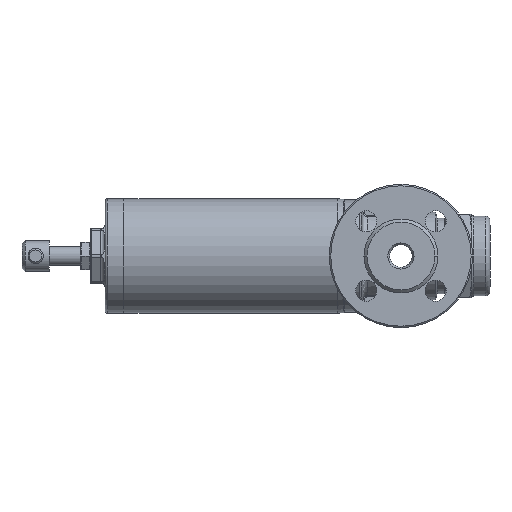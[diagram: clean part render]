
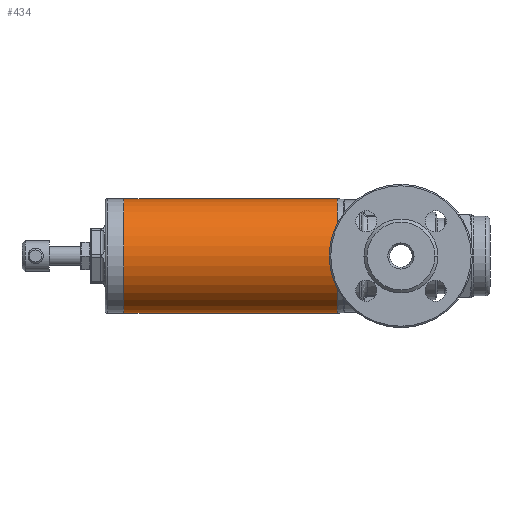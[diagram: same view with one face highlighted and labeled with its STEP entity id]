
A CAD part, left-side view. The second image highlights one B-rep face of the part: STEP entity #434.
In plain terms, the highlighted cylindrical face has radius 38 mm (diameter 76 mm), a partial arc.
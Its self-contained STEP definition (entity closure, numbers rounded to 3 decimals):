
#128 = AXIS2_PLACEMENT_3D ( 'NONE', #2252, #11267, #3555 ) ;
#425 = LINE ( 'NONE', #938, #10292 ) ;
#434 = ADVANCED_FACE ( 'NONE', ( #16543 ), #6295, .T. ) ;
#727 = DIRECTION ( 'NONE',  ( 0., 0., -1. ) ) ;
#938 = CARTESIAN_POINT ( 'NONE',  ( 0., 185., -38. ) ) ;
#2228 = DIRECTION ( 'NONE',  ( 0., -1., 0. ) ) ;
#2252 = CARTESIAN_POINT ( 'NONE',  ( 0., 183.5, 0. ) ) ;
#2470 = EDGE_CURVE ( 'NONE', #9773, #10139, #11620, .T. ) ;
#2774 = CARTESIAN_POINT ( 'NONE',  ( 0., 185., 38. ) ) ;
#2970 = ORIENTED_EDGE ( 'NONE', *, *, #2470, .T. ) ;
#3154 = DIRECTION ( 'NONE',  ( 0., 1., 0. ) ) ;
#3169 = AXIS2_PLACEMENT_3D ( 'NONE', #12717, #10396, #3728 ) ;
#3555 = DIRECTION ( 'NONE',  ( 0., 0., -1. ) ) ;
#3728 = DIRECTION ( 'NONE',  ( 0., 0., 1. ) ) ;
#3810 = CARTESIAN_POINT ( 'NONE',  ( 0., 42.1, -38. ) ) ;
#5295 = ORIENTED_EDGE ( 'NONE', *, *, #6260, .T. ) ;
#5773 = CARTESIAN_POINT ( 'NONE',  ( 0., 183.5, 38. ) ) ;
#6260 = EDGE_CURVE ( 'NONE', #11965, #10782, #12737, .T. ) ;
#6295 = CYLINDRICAL_SURFACE ( 'NONE', #3169, 38. ) ;
#7821 = AXIS2_PLACEMENT_3D ( 'NONE', #8263, #3154, #727 ) ;
#7833 = EDGE_LOOP ( 'NONE', ( #5295, #10871, #2970, #15191 ) ) ;
#8263 = CARTESIAN_POINT ( 'NONE',  ( 0., 42.1, 0. ) ) ;
#9132 = CARTESIAN_POINT ( 'NONE',  ( 0., 42.1, 38. ) ) ;
#9773 = VERTEX_POINT ( 'NONE', #3810 ) ;
#10139 = VERTEX_POINT ( 'NONE', #9132 ) ;
#10292 = VECTOR ( 'NONE', #2228, 1000. ) ;
#10396 = DIRECTION ( 'NONE',  ( 0., -1., 0. ) ) ;
#10481 = DIRECTION ( 'NONE',  ( 0., -1., 0. ) ) ;
#10782 = VERTEX_POINT ( 'NONE', #14635 ) ;
#10871 = ORIENTED_EDGE ( 'NONE', *, *, #12569, .T. ) ;
#11267 = DIRECTION ( 'NONE',  ( 0., -1., 0. ) ) ;
#11620 = CIRCLE ( 'NONE', #7821, 38. ) ;
#11965 = VERTEX_POINT ( 'NONE', #5773 ) ;
#12569 = EDGE_CURVE ( 'NONE', #10782, #9773, #425, .T. ) ;
#12717 = CARTESIAN_POINT ( 'NONE',  ( 0., 185., 0. ) ) ;
#12737 = CIRCLE ( 'NONE', #128, 38. ) ;
#12840 = EDGE_CURVE ( 'NONE', #11965, #10139, #14728, .T. ) ;
#14323 = VECTOR ( 'NONE', #10481, 1000. ) ;
#14635 = CARTESIAN_POINT ( 'NONE',  ( 0., 183.5, -38. ) ) ;
#14728 = LINE ( 'NONE', #2774, #14323 ) ;
#15191 = ORIENTED_EDGE ( 'NONE', *, *, #12840, .F. ) ;
#16543 = FACE_OUTER_BOUND ( 'NONE', #7833, .T. ) ;
